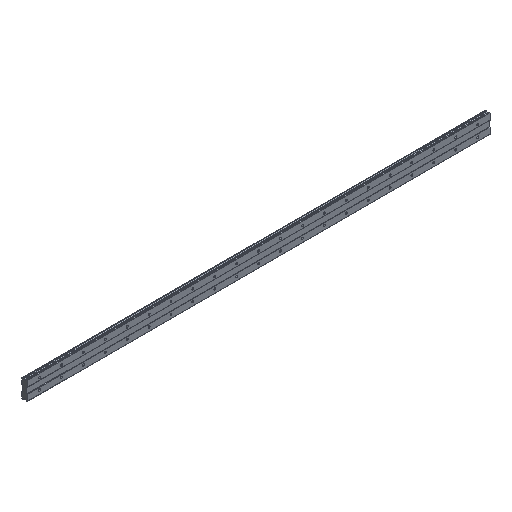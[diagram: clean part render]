
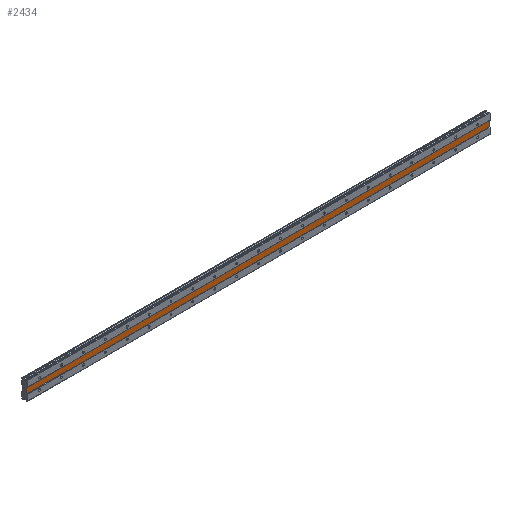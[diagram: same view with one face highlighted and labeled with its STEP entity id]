
A CAD part, isometric view. The second image highlights one B-rep face of the part: STEP entity #2434.
In plain terms, the highlighted planar face has unit normal (0, -1, 0).
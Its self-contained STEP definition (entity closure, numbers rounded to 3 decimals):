
#393 = VERTEX_POINT ( 'NONE', #2740 ) ;
#1073 = ORIENTED_EDGE ( 'NONE', *, *, #6710, .F. ) ;
#1138 = CARTESIAN_POINT ( 'NONE',  ( 1645., 1., 10. ) ) ;
#1171 = CARTESIAN_POINT ( 'NONE',  ( 1645., 1., -10. ) ) ;
#1320 = VERTEX_POINT ( 'NONE', #5323 ) ;
#1549 = EDGE_LOOP ( 'NONE', ( #3076, #5833, #1073, #4441 ) ) ;
#1688 = CARTESIAN_POINT ( 'NONE',  ( -45., 1., 34.482 ) ) ;
#1709 = VECTOR ( 'NONE', #6399, 1000. ) ;
#1974 = FACE_OUTER_BOUND ( 'NONE', #1549, .T. ) ;
#2209 = VECTOR ( 'NONE', #4020, 1000. ) ;
#2215 = VERTEX_POINT ( 'NONE', #4125 ) ;
#2291 = LINE ( 'NONE', #1171, #3845 ) ;
#2434 = ADVANCED_FACE ( 'NONE', ( #1974 ), #5983, .F. ) ;
#2740 = CARTESIAN_POINT ( 'NONE',  ( 1645., 1., -10. ) ) ;
#2997 = EDGE_CURVE ( 'NONE', #1320, #393, #2291, .T. ) ;
#3076 = ORIENTED_EDGE ( 'NONE', *, *, #2997, .T. ) ;
#3459 = DIRECTION ( 'NONE',  ( 1., 0., 0. ) ) ;
#3622 = VERTEX_POINT ( 'NONE', #1138 ) ;
#3845 = VECTOR ( 'NONE', #3459, 1000. ) ;
#4020 = DIRECTION ( 'NONE',  ( 0., 0., -1. ) ) ;
#4038 = CARTESIAN_POINT ( 'NONE',  ( 1645., 1., 10. ) ) ;
#4125 = CARTESIAN_POINT ( 'NONE',  ( -45., 1., 10. ) ) ;
#4237 = CARTESIAN_POINT ( 'NONE',  ( 1645., 1., 10. ) ) ;
#4315 = DIRECTION ( 'NONE',  ( 0., 1., 0. ) ) ;
#4333 = LINE ( 'NONE', #4939, #6854 ) ;
#4441 = ORIENTED_EDGE ( 'NONE', *, *, #4682, .T. ) ;
#4682 = EDGE_CURVE ( 'NONE', #2215, #1320, #6293, .T. ) ;
#4939 = CARTESIAN_POINT ( 'NONE',  ( 1645., 1., 34.482 ) ) ;
#5323 = CARTESIAN_POINT ( 'NONE',  ( -45., 1., -10. ) ) ;
#5501 = AXIS2_PLACEMENT_3D ( 'NONE', #4237, #4315, #6525 ) ;
#5833 = ORIENTED_EDGE ( 'NONE', *, *, #7179, .F. ) ;
#5983 = PLANE ( 'NONE',  #5501 ) ;
#6293 = LINE ( 'NONE', #1688, #2209 ) ;
#6399 = DIRECTION ( 'NONE',  ( 1., 0., 0. ) ) ;
#6525 = DIRECTION ( 'NONE',  ( 0., 0., 1. ) ) ;
#6710 = EDGE_CURVE ( 'NONE', #2215, #3622, #6957, .T. ) ;
#6854 = VECTOR ( 'NONE', #7270, 1000. ) ;
#6957 = LINE ( 'NONE', #4038, #1709 ) ;
#7179 = EDGE_CURVE ( 'NONE', #3622, #393, #4333, .T. ) ;
#7270 = DIRECTION ( 'NONE',  ( 0., 0., -1. ) ) ;
